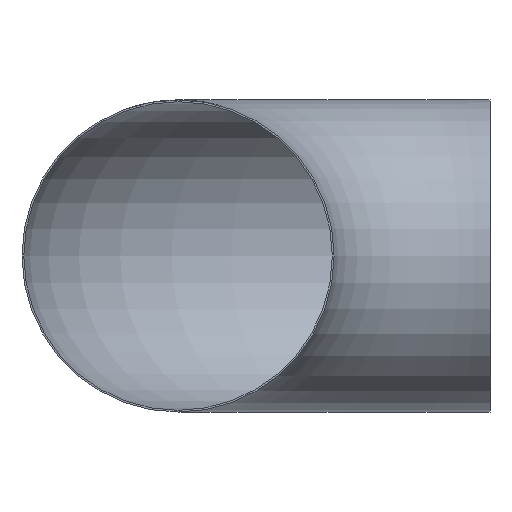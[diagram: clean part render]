
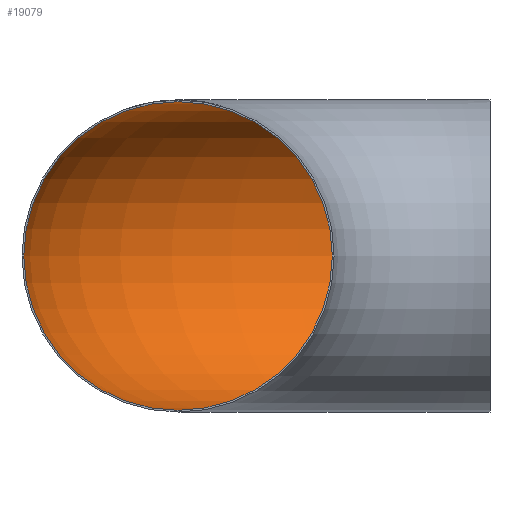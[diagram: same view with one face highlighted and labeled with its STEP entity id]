
A CAD part, front view. The second image highlights one B-rep face of the part: STEP entity #19079.
In plain terms, the highlighted toroidal (fillet/blend) face has major radius 711 mm and minor radius 351.6 mm.
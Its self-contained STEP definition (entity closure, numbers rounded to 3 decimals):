
#2078 = DIRECTION ( 'NONE',  ( 0., 0., 1. ) ) ;
#3832 = EDGE_CURVE ( 'NONE', #23599, #23599, #4090, .T. ) ;
#3864 = CARTESIAN_POINT ( 'NONE',  ( 0., 0., 0. ) ) ;
#4090 = CIRCLE ( 'NONE', #7043, 351.6 ) ;
#6495 = EDGE_LOOP ( 'NONE', ( #10321 ) ) ;
#6602 = CIRCLE ( 'NONE', #17200, 351.6 ) ;
#6774 = EDGE_CURVE ( 'NONE', #13669, #13669, #6602, .T. ) ;
#7043 = AXIS2_PLACEMENT_3D ( 'NONE', #10042, #18123, #2078 ) ;
#7859 = DIRECTION ( 'NONE',  ( 0., 1., 0. ) ) ;
#9041 = ORIENTED_EDGE ( 'NONE', *, *, #6774, .T. ) ;
#10042 = CARTESIAN_POINT ( 'NONE',  ( -711., 0., 0. ) ) ;
#10321 = ORIENTED_EDGE ( 'NONE', *, *, #3832, .F. ) ;
#11022 = CARTESIAN_POINT ( 'NONE',  ( -711., 0., 351.6 ) ) ;
#12236 = AXIS2_PLACEMENT_3D ( 'NONE', #3864, #20050, #18055 ) ;
#13537 = CARTESIAN_POINT ( 'NONE',  ( 0., 1062.6, 0. ) ) ;
#13669 = VERTEX_POINT ( 'NONE', #13537 ) ;
#13690 = FACE_OUTER_BOUND ( 'NONE', #6495, .T. ) ;
#15675 = DIRECTION ( 'NONE',  ( 1., 0., 0. ) ) ;
#16029 = TOROIDAL_SURFACE ( 'NONE', #12236, 711., 351.6 ) ;
#17200 = AXIS2_PLACEMENT_3D ( 'NONE', #26015, #15675, #7859 ) ;
#17650 = FACE_OUTER_BOUND ( 'NONE', #21626, .T. ) ;
#18055 = DIRECTION ( 'NONE',  ( -1., 0., 0. ) ) ;
#18123 = DIRECTION ( 'NONE',  ( 0., 1., 0. ) ) ;
#19079 = ADVANCED_FACE ( 'NONE', ( #17650, #13690 ), #16029, .F. ) ;
#20050 = DIRECTION ( 'NONE',  ( 0., 0., -1. ) ) ;
#21626 = EDGE_LOOP ( 'NONE', ( #9041 ) ) ;
#23599 = VERTEX_POINT ( 'NONE', #11022 ) ;
#26015 = CARTESIAN_POINT ( 'NONE',  ( 0., 711., 0. ) ) ;
